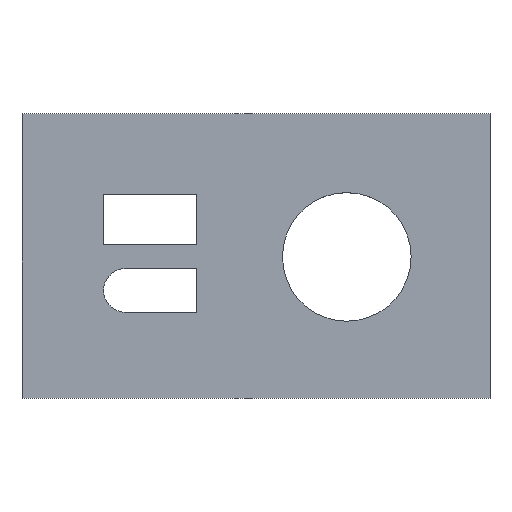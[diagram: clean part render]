
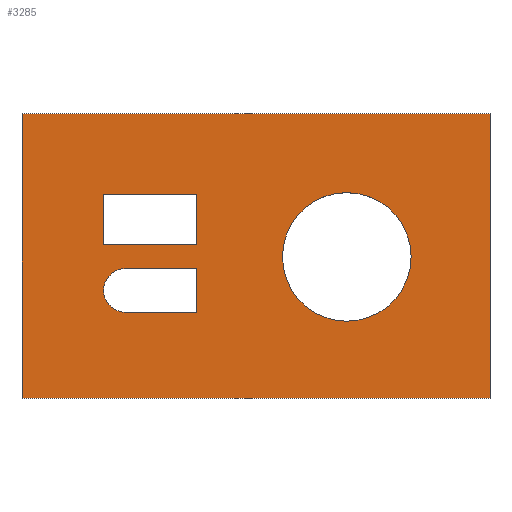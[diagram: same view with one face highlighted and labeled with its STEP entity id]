
A CAD part, top view. The second image highlights one B-rep face of the part: STEP entity #3285.
In plain terms, the highlighted planar face has unit normal (0, 0, 1).
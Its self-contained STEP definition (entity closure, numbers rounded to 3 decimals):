
#93 = CARTESIAN_POINT ( 'NONE',  ( -10., 35.9, 3. ) ) ;
#115 = DIRECTION ( 'NONE',  ( 0., -1., 0. ) ) ;
#139 = CIRCLE ( 'NONE', #939, 3.525 ) ;
#162 = CARTESIAN_POINT ( 'NONE',  ( 6.7, 10.925, 3. ) ) ;
#194 = CARTESIAN_POINT ( 'NONE',  ( 0., 0., 3. ) ) ;
#211 = DIRECTION ( 'NONE',  ( -1., 0., 0. ) ) ;
#230 = EDGE_CURVE ( 'NONE', #1675, #1320, #1762, .T. ) ;
#246 = VERTEX_POINT ( 'NONE', #3466 ) ;
#347 = EDGE_CURVE ( 'NONE', #2147, #1675, #2173, .T. ) ;
#370 = DIRECTION ( 'NONE',  ( 1., 0., 0. ) ) ;
#477 = DIRECTION ( 'NONE',  ( 0., 1., 0. ) ) ;
#488 = DIRECTION ( 'NONE',  ( 1., 0., 0. ) ) ;
#542 = DIRECTION ( 'NONE',  ( 1., 0., 0. ) ) ;
#570 = DIRECTION ( 'NONE',  ( 0., 0., 1. ) ) ;
#618 = VERTEX_POINT ( 'NONE', #1565 ) ;
#687 = DIRECTION ( 'NONE',  ( -1., 0., 0. ) ) ;
#755 = DIRECTION ( 'NONE',  ( 0., 0., 1. ) ) ;
#768 = ORIENTED_EDGE ( 'NONE', *, *, #1085, .F. ) ;
#851 = LINE ( 'NONE', #3000, #2154 ) ;
#908 = VECTOR ( 'NONE', #211, 1000. ) ;
#937 = VERTEX_POINT ( 'NONE', #2823 ) ;
#939 = AXIS2_PLACEMENT_3D ( 'NONE', #3217, #4320, #2583 ) ;
#1007 = DIRECTION ( 'NONE',  ( 0., -1., 0. ) ) ;
#1071 = CARTESIAN_POINT ( 'NONE',  ( 6.7, 10.925, 3. ) ) ;
#1085 = EDGE_CURVE ( 'NONE', #4039, #3371, #2229, .T. ) ;
#1087 = DIRECTION ( 'NONE',  ( 1., 0., 0. ) ) ;
#1129 = CARTESIAN_POINT ( 'NONE',  ( -10., 35.9, 3. ) ) ;
#1189 = VECTOR ( 'NONE', #477, 1000. ) ;
#1190 = FACE_OUTER_BOUND ( 'NONE', #2065, .T. ) ;
#1209 = CARTESIAN_POINT ( 'NONE',  ( 65.5, -10., 3. ) ) ;
#1244 = CARTESIAN_POINT ( 'NONE',  ( 3.08, 22.92, 3. ) ) ;
#1304 = VERTEX_POINT ( 'NONE', #1071 ) ;
#1305 = VECTOR ( 'NONE', #115, 1000. ) ;
#1320 = VERTEX_POINT ( 'NONE', #93 ) ;
#1394 = ORIENTED_EDGE ( 'NONE', *, *, #1889, .F. ) ;
#1440 = CIRCLE ( 'NONE', #3922, 10.37 ) ;
#1467 = ORIENTED_EDGE ( 'NONE', *, *, #1931, .F. ) ;
#1469 = EDGE_CURVE ( 'NONE', #246, #1304, #3290, .T. ) ;
#1482 = CARTESIAN_POINT ( 'NONE',  ( 3.175, 7.4, 3. ) ) ;
#1540 = DIRECTION ( 'NONE',  ( 1., 0., 0. ) ) ;
#1565 = CARTESIAN_POINT ( 'NONE',  ( 18.22, 3.875, 3. ) ) ;
#1594 = VECTOR ( 'NONE', #488, 1000. ) ;
#1598 = VECTOR ( 'NONE', #1007, 1000. ) ;
#1606 = LINE ( 'NONE', #3407, #1598 ) ;
#1608 = DIRECTION ( 'NONE',  ( 0., 1., 0. ) ) ;
#1675 = VERTEX_POINT ( 'NONE', #4202 ) ;
#1705 = EDGE_LOOP ( 'NONE', ( #1467, #3971 ) ) ;
#1737 = LINE ( 'NONE', #3492, #3918 ) ;
#1740 = AXIS2_PLACEMENT_3D ( 'NONE', #194, #3279, #1540 ) ;
#1762 = LINE ( 'NONE', #4475, #1851 ) ;
#1851 = VECTOR ( 'NONE', #687, 1000. ) ;
#1868 = FACE_BOUND ( 'NONE', #1705, .T. ) ;
#1889 = EDGE_CURVE ( 'NONE', #3371, #3904, #2898, .T. ) ;
#1913 = FACE_BOUND ( 'NONE', #2162, .T. ) ;
#1931 = EDGE_CURVE ( 'NONE', #3716, #2601, #4480, .T. ) ;
#1940 = ORIENTED_EDGE ( 'NONE', *, *, #2740, .F. ) ;
#1942 = DIRECTION ( 'NONE',  ( 1., 0., 0. ) ) ;
#1956 = ORIENTED_EDGE ( 'NONE', *, *, #4132, .F. ) ;
#2065 = EDGE_LOOP ( 'NONE', ( #2305, #2817, #2833, #4233 ) ) ;
#2135 = EDGE_CURVE ( 'NONE', #618, #246, #851, .T. ) ;
#2138 = CARTESIAN_POINT ( 'NONE',  ( 3.08, 22.92, 3. ) ) ;
#2147 = VERTEX_POINT ( 'NONE', #1209 ) ;
#2154 = VECTOR ( 'NONE', #1608, 1000. ) ;
#2162 = EDGE_LOOP ( 'NONE', ( #3178, #1940, #1956, #2661, #2633 ) ) ;
#2173 = LINE ( 'NONE', #4245, #3117 ) ;
#2229 = LINE ( 'NONE', #3614, #1594 ) ;
#2289 = CARTESIAN_POINT ( 'NONE',  ( -10., -10., 3. ) ) ;
#2305 = ORIENTED_EDGE ( 'NONE', *, *, #4077, .T. ) ;
#2369 = EDGE_CURVE ( 'NONE', #937, #2147, #3332, .T. ) ;
#2380 = CARTESIAN_POINT ( 'NONE',  ( 52.77, 12.8, 3. ) ) ;
#2501 = LINE ( 'NONE', #2138, #2621 ) ;
#2541 = EDGE_CURVE ( 'NONE', #3079, #618, #1737, .T. ) ;
#2564 = CARTESIAN_POINT ( 'NONE',  ( 18.22, 22.92, 3. ) ) ;
#2583 = DIRECTION ( 'NONE',  ( 1., 0., 0. ) ) ;
#2601 = VERTEX_POINT ( 'NONE', #2380 ) ;
#2621 = VECTOR ( 'NONE', #3472, 1000. ) ;
#2633 = ORIENTED_EDGE ( 'NONE', *, *, #2135, .F. ) ;
#2661 = ORIENTED_EDGE ( 'NONE', *, *, #1469, .F. ) ;
#2663 = CARTESIAN_POINT ( 'NONE',  ( 42.4, 12.8, 3. ) ) ;
#2740 = EDGE_CURVE ( 'NONE', #4434, #3079, #3703, .T. ) ;
#2784 = ORIENTED_EDGE ( 'NONE', *, *, #3989, .F. ) ;
#2793 = VERTEX_POINT ( 'NONE', #1244 ) ;
#2817 = ORIENTED_EDGE ( 'NONE', *, *, #2369, .T. ) ;
#2823 = CARTESIAN_POINT ( 'NONE',  ( -10., -10., 3. ) ) ;
#2831 = CARTESIAN_POINT ( 'NONE',  ( 6.7, 7.4, 3. ) ) ;
#2833 = ORIENTED_EDGE ( 'NONE', *, *, #347, .T. ) ;
#2898 = LINE ( 'NONE', #2564, #1189 ) ;
#2940 = DIRECTION ( 'NONE',  ( 0., 1., 0. ) ) ;
#3000 = CARTESIAN_POINT ( 'NONE',  ( 18.22, 10.925, 3. ) ) ;
#3079 = VERTEX_POINT ( 'NONE', #3101 ) ;
#3101 = CARTESIAN_POINT ( 'NONE',  ( 6.7, 3.875, 3. ) ) ;
#3117 = VECTOR ( 'NONE', #2940, 1000. ) ;
#3178 = ORIENTED_EDGE ( 'NONE', *, *, #2541, .F. ) ;
#3217 = CARTESIAN_POINT ( 'NONE',  ( 6.7, 7.4, 3. ) ) ;
#3279 = DIRECTION ( 'NONE',  ( 0., 0., 1. ) ) ;
#3285 = ADVANCED_FACE ( 'NONE', ( #1190, #1868, #3981, #1913 ), #4026, .T. ) ;
#3290 = LINE ( 'NONE', #162, #908 ) ;
#3324 = CARTESIAN_POINT ( 'NONE',  ( 18.22, 14.78, 3. ) ) ;
#3332 = LINE ( 'NONE', #2289, #4484 ) ;
#3353 = EDGE_CURVE ( 'NONE', #2601, #3716, #1440, .T. ) ;
#3359 = DIRECTION ( 'NONE',  ( 1., 0., 0. ) ) ;
#3363 = CARTESIAN_POINT ( 'NONE',  ( 18.22, 22.92, 3. ) ) ;
#3371 = VERTEX_POINT ( 'NONE', #3324 ) ;
#3407 = CARTESIAN_POINT ( 'NONE',  ( 3.08, 22.92, 3. ) ) ;
#3466 = CARTESIAN_POINT ( 'NONE',  ( 18.22, 10.925, 3. ) ) ;
#3472 = DIRECTION ( 'NONE',  ( -1., 0., 0. ) ) ;
#3492 = CARTESIAN_POINT ( 'NONE',  ( 18.22, 3.875, 3. ) ) ;
#3585 = CARTESIAN_POINT ( 'NONE',  ( 3.08, 14.78, 3. ) ) ;
#3614 = CARTESIAN_POINT ( 'NONE',  ( 3.08, 14.78, 3. ) ) ;
#3634 = AXIS2_PLACEMENT_3D ( 'NONE', #2831, #755, #1087 ) ;
#3703 = CIRCLE ( 'NONE', #3634, 3.525 ) ;
#3716 = VERTEX_POINT ( 'NONE', #3974 ) ;
#3741 = CARTESIAN_POINT ( 'NONE',  ( 42.4, 12.8, 3. ) ) ;
#3829 = EDGE_CURVE ( 'NONE', #2793, #4039, #1606, .T. ) ;
#3904 = VERTEX_POINT ( 'NONE', #3363 ) ;
#3918 = VECTOR ( 'NONE', #370, 1000. ) ;
#3922 = AXIS2_PLACEMENT_3D ( 'NONE', #2663, #4378, #542 ) ;
#3971 = ORIENTED_EDGE ( 'NONE', *, *, #3353, .F. ) ;
#3974 = CARTESIAN_POINT ( 'NONE',  ( 32.03, 12.8, 3. ) ) ;
#3981 = FACE_BOUND ( 'NONE', #4435, .T. ) ;
#3989 = EDGE_CURVE ( 'NONE', #3904, #2793, #2501, .T. ) ;
#4026 = PLANE ( 'NONE',  #1740 ) ;
#4039 = VERTEX_POINT ( 'NONE', #3585 ) ;
#4077 = EDGE_CURVE ( 'NONE', #1320, #937, #4426, .T. ) ;
#4132 = EDGE_CURVE ( 'NONE', #1304, #4434, #139, .T. ) ;
#4191 = ORIENTED_EDGE ( 'NONE', *, *, #3829, .F. ) ;
#4202 = CARTESIAN_POINT ( 'NONE',  ( 65.5, 35.9, 3. ) ) ;
#4233 = ORIENTED_EDGE ( 'NONE', *, *, #230, .T. ) ;
#4245 = CARTESIAN_POINT ( 'NONE',  ( 65.5, 35.9, 3. ) ) ;
#4262 = AXIS2_PLACEMENT_3D ( 'NONE', #3741, #570, #1942 ) ;
#4320 = DIRECTION ( 'NONE',  ( 0., 0., 1. ) ) ;
#4378 = DIRECTION ( 'NONE',  ( 0., 0., 1. ) ) ;
#4426 = LINE ( 'NONE', #1129, #1305 ) ;
#4434 = VERTEX_POINT ( 'NONE', #1482 ) ;
#4435 = EDGE_LOOP ( 'NONE', ( #768, #4191, #2784, #1394 ) ) ;
#4475 = CARTESIAN_POINT ( 'NONE',  ( -10., 35.9, 3. ) ) ;
#4480 = CIRCLE ( 'NONE', #4262, 10.37 ) ;
#4484 = VECTOR ( 'NONE', #3359, 1000. ) ;
